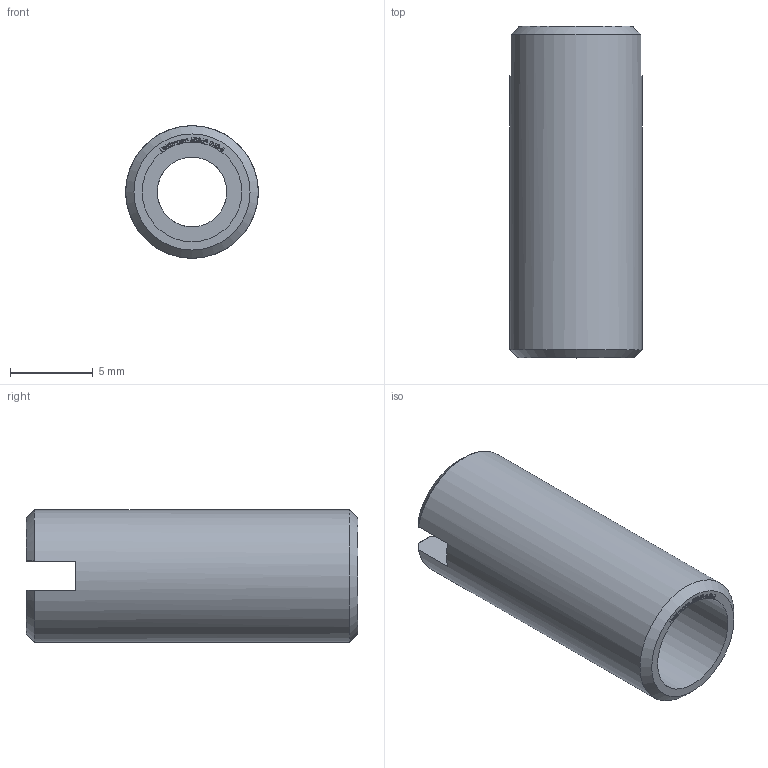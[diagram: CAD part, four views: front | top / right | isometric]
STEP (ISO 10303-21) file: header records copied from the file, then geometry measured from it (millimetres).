
FILE_DESCRIPTION (( 'STEP AP203' ), '1' );
FILE_NAME ('58369-ST-5.step', '2020-01-28T14:25:20', ( '' ), ( '' ), 'SwSTEP 2.0', 'SolidWorks 2015', '' );
FILE_SCHEMA (( 'CONFIG_CONTROL_DESIGN' ));
Length unit declared in the file: millimetre
Products named in the file (2): 58369-ST-5
Bounding box: 8 x 20 x 8 mm (x, y, z)
Volume: 564.6 mm3; surface area: 880.1 mm2
Topology: 1 solids, 1 shells, 299 faces, 798 edges, 527 vertices
Faces by surface type: plane 140, bspline 134, cylinder 7, torus 7, sphere 6, cone 5
Full cylindrical faces by diameter (mm): 4.2 x1, 6 x1, 8 x1
Entity records: 17021 total; most frequent: CARTESIAN_POINT 10420, ORIENTED_EDGE 1564, DIRECTION 872, EDGE_CURVE 782, VERTEX_POINT 517, VECTOR 454, LINE 454, EDGE_LOOP 333
